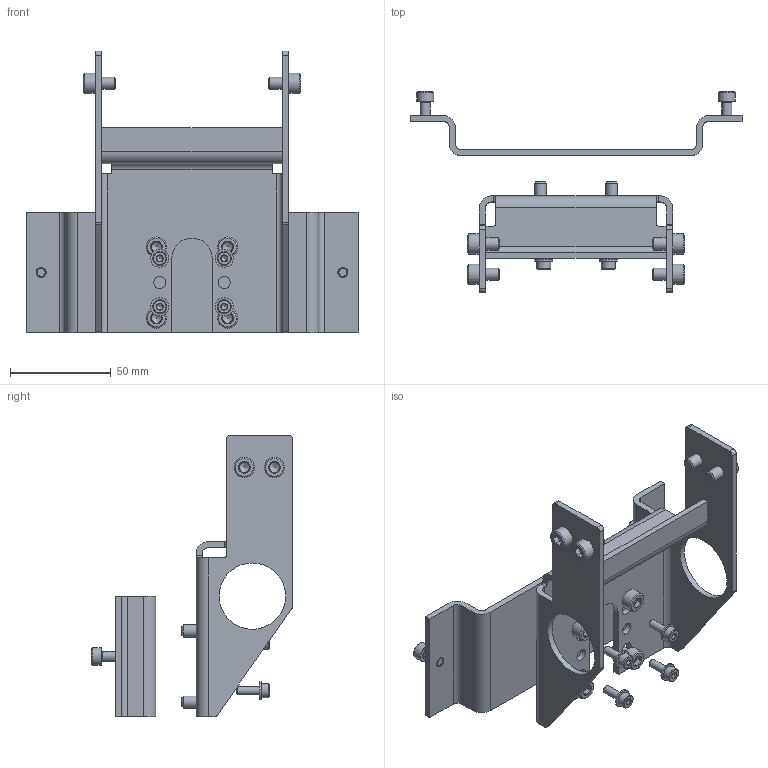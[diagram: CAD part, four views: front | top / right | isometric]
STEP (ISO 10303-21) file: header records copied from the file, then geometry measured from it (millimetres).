
FILE_DESCRIPTION(/* description */ ('STEP AP214'),/* implementation_level */ '2;1');
FILE_NAME(/* name */ '3179433_DADG-AK-F6-A2',/* time_stamp */ '2024-08-12T16:35:41+02:00',/* author */ ('License CC BY-ND 4.0'),/* organization */ ('CADENAS'),/* preprocessor_version */ 'ST-DEVELOPER v19.3',/* originating_system */ 'PARTsolutions',/* authorisation */ ' ');
FILE_SCHEMA (('AUTOMOTIVE_DESIGN {1 0 10303 214 3 1 1}'));
Length unit declared in the file: millimetre
Products named in the file (7): 3179433 DADG-AK-F6-A2; 2956696 DADG-1---(p); DIN-912 - M6x10(F); 2948286 DADG-2---(p); DIN-912 - M5x10(F); DIN-125A-2 -4.3(F); DIN-912 - M4x12(F)
Assembly tree (20 placements, depth 2):
  3179433 DADG-AK-F6-A2
    2956696 DADG-1---(p)
    DIN-912 - M6x10(F)  x8
    2948286 DADG-2---(p)
    DIN-912 - M5x10(F)  x2
    DIN-125A-2 -4.3(F)  x4
    DIN-912 - M4x12(F)  x4
Bounding box: 165 x 100 x 140 mm (x, y, z)
Volume: 93782.2 mm3; surface area: 70443.1 mm2
Topology: 20 solids, 20 shells, 528 faces, 1101 edges, 627 vertices
Faces by surface type: plane 263, cone 170, cylinder 95
Full cylindrical faces by diameter (mm): 4 x4, 4.134 x2, 4.3 x4, 4.917 x2, 5 x2, 6 x10, 6.3 x4, 7 x4, 8.5 x2, 9 x4, 10 x8, 33 x2
Entity records: 5962 total; most frequent: DIRECTION 1054, CARTESIAN_POINT 1024, ORIENTED_EDGE 868, EDGE_CURVE 434, AXIS2_PLACEMENT_3D 415, VERTEX_POINT 295, FACE_BOUND 287, EDGE_LOOP 284
